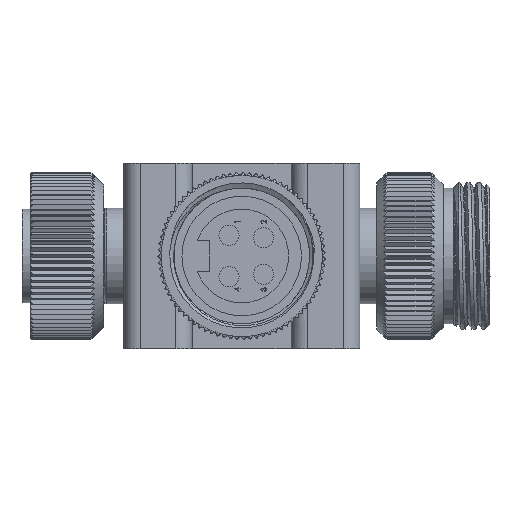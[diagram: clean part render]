
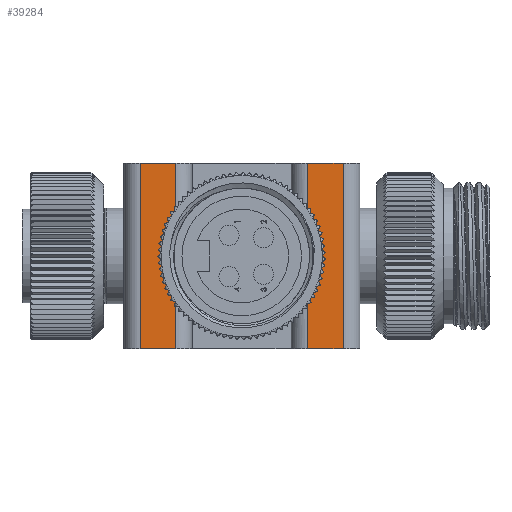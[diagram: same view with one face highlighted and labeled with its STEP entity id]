
A CAD part, front view. The second image highlights one B-rep face of the part: STEP entity #39284.
In plain terms, the highlighted planar face has unit normal (0, -1, 0).
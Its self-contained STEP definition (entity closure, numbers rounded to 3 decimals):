
#1571 = VECTOR ( 'NONE', #62827, 1000. ) ;
#2677 = CIRCLE ( 'NONE', #6133, 7.277 ) ;
#4162 = EDGE_CURVE ( 'NONE', #5563, #31531, #48769, .T. ) ;
#4249 = ORIENTED_EDGE ( 'NONE', *, *, #64876, .T. ) ;
#5563 = VERTEX_POINT ( 'NONE', #69986 ) ;
#5986 = AXIS2_PLACEMENT_3D ( 'NONE', #45960, #12551, #51584 ) ;
#6133 = AXIS2_PLACEMENT_3D ( 'NONE', #16947, #55953, #22520 ) ;
#6707 = CARTESIAN_POINT ( 'NONE',  ( 10.033, -18.351, 14.097 ) ) ;
#7079 = DIRECTION ( 'NONE',  ( 1., 0., 0. ) ) ;
#7426 = VERTEX_POINT ( 'NONE', #36512 ) ;
#7490 = LINE ( 'NONE', #51992, #37242 ) ;
#8037 = ORIENTED_EDGE ( 'NONE', *, *, #61357, .F. ) ;
#8076 = CARTESIAN_POINT ( 'NONE',  ( 0., -18.351, 0. ) ) ;
#9481 = CARTESIAN_POINT ( 'NONE',  ( 10.033, -18.351, 14.097 ) ) ;
#9772 = DIRECTION ( 'NONE',  ( 0., 1., 0. ) ) ;
#10489 = LINE ( 'NONE', #19418, #25264 ) ;
#11378 = CARTESIAN_POINT ( 'NONE',  ( 0., -18.351, 7.277 ) ) ;
#12551 = DIRECTION ( 'NONE',  ( 0., 1., 0. ) ) ;
#13228 = ORIENTED_EDGE ( 'NONE', *, *, #69129, .T. ) ;
#13589 = FACE_BOUND ( 'NONE', #50601, .T. ) ;
#13714 = DIRECTION ( 'NONE',  ( 0., 0., 1. ) ) ;
#13965 = EDGE_CURVE ( 'NONE', #40269, #45109, #54683, .T. ) ;
#15166 = DIRECTION ( 'NONE',  ( 0., 0., -1. ) ) ;
#15720 = CARTESIAN_POINT ( 'NONE',  ( -10.033, -18.351, 14.097 ) ) ;
#16411 = LINE ( 'NONE', #6707, #1571 ) ;
#16689 = CARTESIAN_POINT ( 'NONE',  ( 10.033, -18.351, -14.097 ) ) ;
#16872 = VERTEX_POINT ( 'NONE', #21552 ) ;
#16947 = CARTESIAN_POINT ( 'NONE',  ( 0., -18.351, 0. ) ) ;
#18458 = VERTEX_POINT ( 'NONE', #16689 ) ;
#18541 = CARTESIAN_POINT ( 'NONE',  ( -15.367, -18.351, -14.097 ) ) ;
#19062 = VECTOR ( 'NONE', #43742, 1000. ) ;
#19096 = EDGE_CURVE ( 'NONE', #7426, #39229, #10489, .T. ) ;
#19279 = ORIENTED_EDGE ( 'NONE', *, *, #28145, .T. ) ;
#19418 = CARTESIAN_POINT ( 'NONE',  ( -15.367, -18.351, 14.097 ) ) ;
#19770 = LINE ( 'NONE', #67489, #62623 ) ;
#20552 = VECTOR ( 'NONE', #15166, 1000. ) ;
#20754 = ORIENTED_EDGE ( 'NONE', *, *, #41231, .F. ) ;
#20833 = CARTESIAN_POINT ( 'NONE',  ( -10.033, -18.351, 14.097 ) ) ;
#21552 = CARTESIAN_POINT ( 'NONE',  ( 10.033, -18.351, -4.153 ) ) ;
#22295 = EDGE_CURVE ( 'NONE', #57506, #28826, #2677, .T. ) ;
#22329 = LINE ( 'NONE', #70859, #20552 ) ;
#22436 = CARTESIAN_POINT ( 'NONE',  ( -10.033, -18.351, -14.097 ) ) ;
#22520 = DIRECTION ( 'NONE',  ( 0., 0., 1. ) ) ;
#23086 = LINE ( 'NONE', #20833, #52799 ) ;
#23426 = ORIENTED_EDGE ( 'NONE', *, *, #22295, .T. ) ;
#25264 = VECTOR ( 'NONE', #36321, 1000. ) ;
#25294 = AXIS2_PLACEMENT_3D ( 'NONE', #8076, #47112, #13714 ) ;
#26863 = CARTESIAN_POINT ( 'NONE',  ( 0., -18.351, 0. ) ) ;
#27250 = CARTESIAN_POINT ( 'NONE',  ( 10.033, -18.351, 14.097 ) ) ;
#27810 = EDGE_CURVE ( 'NONE', #45109, #39229, #19770, .T. ) ;
#27839 = CARTESIAN_POINT ( 'NONE',  ( -10.033, -18.351, 4.153 ) ) ;
#28103 = CARTESIAN_POINT ( 'NONE',  ( 0., -18.351, 0. ) ) ;
#28145 = EDGE_CURVE ( 'NONE', #40045, #29649, #22329, .T. ) ;
#28826 = VERTEX_POINT ( 'NONE', #11378 ) ;
#29070 = ORIENTED_EDGE ( 'NONE', *, *, #29204, .F. ) ;
#29204 = EDGE_CURVE ( 'NONE', #68514, #29649, #42085, .T. ) ;
#29601 = LINE ( 'NONE', #50732, #72552 ) ;
#29649 = VERTEX_POINT ( 'NONE', #62257 ) ;
#30362 = VECTOR ( 'NONE', #54111, 1000. ) ;
#31531 = VERTEX_POINT ( 'NONE', #27839 ) ;
#31826 = DIRECTION ( 'NONE',  ( -1., 0., 0. ) ) ;
#32499 = DIRECTION ( 'NONE',  ( 0., 0., 1. ) ) ;
#33283 = ORIENTED_EDGE ( 'NONE', *, *, #53126, .T. ) ;
#33720 = DIRECTION ( 'NONE',  ( 0., 0., 1. ) ) ;
#34585 = ORIENTED_EDGE ( 'NONE', *, *, #66599, .F. ) ;
#35402 = CIRCLE ( 'NONE', #60474, 10.859 ) ;
#35554 = ORIENTED_EDGE ( 'NONE', *, *, #69705, .T. ) ;
#35997 = ORIENTED_EDGE ( 'NONE', *, *, #13965, .F. ) ;
#36321 = DIRECTION ( 'NONE',  ( 0., 0., -1. ) ) ;
#36512 = CARTESIAN_POINT ( 'NONE',  ( -15.367, -18.351, 14.097 ) ) ;
#36958 = EDGE_LOOP ( 'NONE', ( #8037, #46197, #33283, #53181, #56202, #35997, #34585, #4249, #35554, #20754, #68141, #19279, #29070 ) ) ;
#37242 = VECTOR ( 'NONE', #7079, 1000. ) ;
#38591 = EDGE_CURVE ( 'NONE', #40045, #52383, #16411, .T. ) ;
#38809 = CARTESIAN_POINT ( 'NONE',  ( 0., -18.351, 10.859 ) ) ;
#39132 = DIRECTION ( 'NONE',  ( 0., 0., -1. ) ) ;
#39229 = VERTEX_POINT ( 'NONE', #18541 ) ;
#39284 = ADVANCED_FACE ( 'NONE', ( #71332, #13589 ), #52025, .F. ) ;
#39866 = VECTOR ( 'NONE', #39132, 1000. ) ;
#40045 = VERTEX_POINT ( 'NONE', #27250 ) ;
#40269 = VERTEX_POINT ( 'NONE', #63600 ) ;
#41231 = EDGE_CURVE ( 'NONE', #52383, #44945, #29601, .T. ) ;
#42085 = CIRCLE ( 'NONE', #72328, 10.859 ) ;
#43187 = CARTESIAN_POINT ( 'NONE',  ( 0., -18.351, 0. ) ) ;
#43742 = DIRECTION ( 'NONE',  ( 0., 0., -1. ) ) ;
#44945 = VERTEX_POINT ( 'NONE', #70889 ) ;
#45109 = VERTEX_POINT ( 'NONE', #22436 ) ;
#45211 = DIRECTION ( 'NONE',  ( -1., 0., 0. ) ) ;
#45246 = LINE ( 'NONE', #9481, #30362 ) ;
#45960 = CARTESIAN_POINT ( 'NONE',  ( 0., -18.351, 0. ) ) ;
#46197 = ORIENTED_EDGE ( 'NONE', *, *, #4162, .F. ) ;
#46597 = CARTESIAN_POINT ( 'NONE',  ( 15.367, -18.351, 14.097 ) ) ;
#47112 = DIRECTION ( 'NONE',  ( 0., 1., 0. ) ) ;
#48713 = CIRCLE ( 'NONE', #5986, 7.277 ) ;
#48769 = LINE ( 'NONE', #15720, #19062 ) ;
#48775 = DIRECTION ( 'NONE',  ( 0., 0., 1. ) ) ;
#50601 = EDGE_LOOP ( 'NONE', ( #13228, #23426 ) ) ;
#50732 = CARTESIAN_POINT ( 'NONE',  ( 15.367, -18.351, 14.097 ) ) ;
#51584 = DIRECTION ( 'NONE',  ( 0., 0., 1. ) ) ;
#51992 = CARTESIAN_POINT ( 'NONE',  ( 10.033, -18.351, -14.097 ) ) ;
#52025 = PLANE ( 'NONE',  #25294 ) ;
#52383 = VERTEX_POINT ( 'NONE', #46597 ) ;
#52799 = VECTOR ( 'NONE', #31826, 1000. ) ;
#53126 = EDGE_CURVE ( 'NONE', #5563, #7426, #23086, .T. ) ;
#53181 = ORIENTED_EDGE ( 'NONE', *, *, #19096, .T. ) ;
#54111 = DIRECTION ( 'NONE',  ( 0., 0., -1. ) ) ;
#54683 = LINE ( 'NONE', #61328, #39866 ) ;
#55953 = DIRECTION ( 'NONE',  ( 0., 1., 0. ) ) ;
#56202 = ORIENTED_EDGE ( 'NONE', *, *, #27810, .F. ) ;
#56561 = DIRECTION ( 'NONE',  ( 0., 0., -1. ) ) ;
#57506 = VERTEX_POINT ( 'NONE', #65978 ) ;
#60474 = AXIS2_PLACEMENT_3D ( 'NONE', #28103, #67256, #33720 ) ;
#61328 = CARTESIAN_POINT ( 'NONE',  ( -10.033, -18.351, 14.097 ) ) ;
#61357 = EDGE_CURVE ( 'NONE', #31531, #68514, #35402, .T. ) ;
#61914 = AXIS2_PLACEMENT_3D ( 'NONE', #43187, #9772, #48775 ) ;
#62257 = CARTESIAN_POINT ( 'NONE',  ( 10.033, -18.351, 4.153 ) ) ;
#62623 = VECTOR ( 'NONE', #45211, 1000. ) ;
#62827 = DIRECTION ( 'NONE',  ( 1., 0., 0. ) ) ;
#63600 = CARTESIAN_POINT ( 'NONE',  ( -10.033, -18.351, -4.153 ) ) ;
#64876 = EDGE_CURVE ( 'NONE', #16872, #18458, #45246, .T. ) ;
#65978 = CARTESIAN_POINT ( 'NONE',  ( 0., -18.351, -7.277 ) ) ;
#66049 = DIRECTION ( 'NONE',  ( 0., 1., 0. ) ) ;
#66599 = EDGE_CURVE ( 'NONE', #16872, #40269, #67688, .T. ) ;
#67256 = DIRECTION ( 'NONE',  ( 0., 1., 0. ) ) ;
#67489 = CARTESIAN_POINT ( 'NONE',  ( -10.033, -18.351, -14.097 ) ) ;
#67688 = CIRCLE ( 'NONE', #61914, 10.859 ) ;
#68141 = ORIENTED_EDGE ( 'NONE', *, *, #38591, .F. ) ;
#68514 = VERTEX_POINT ( 'NONE', #38809 ) ;
#69129 = EDGE_CURVE ( 'NONE', #28826, #57506, #48713, .T. ) ;
#69705 = EDGE_CURVE ( 'NONE', #18458, #44945, #7490, .T. ) ;
#69986 = CARTESIAN_POINT ( 'NONE',  ( -10.033, -18.351, 14.097 ) ) ;
#70859 = CARTESIAN_POINT ( 'NONE',  ( 10.033, -18.351, 14.097 ) ) ;
#70889 = CARTESIAN_POINT ( 'NONE',  ( 15.367, -18.351, -14.097 ) ) ;
#71332 = FACE_OUTER_BOUND ( 'NONE', #36958, .T. ) ;
#72328 = AXIS2_PLACEMENT_3D ( 'NONE', #26863, #66049, #32499 ) ;
#72552 = VECTOR ( 'NONE', #56561, 1000. ) ;
